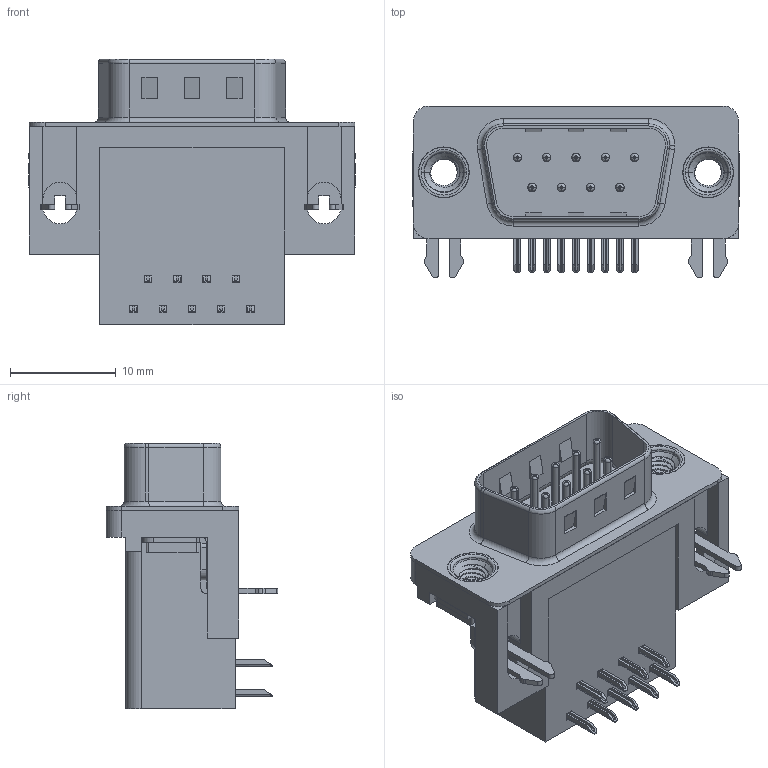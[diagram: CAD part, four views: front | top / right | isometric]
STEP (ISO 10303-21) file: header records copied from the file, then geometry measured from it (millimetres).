
FILE_DESCRIPTION (( 'STEP AP203' ), '1' );
FILE_NAME ('625-009-262-535.STEP', '2018-11-05T20:18:11', ( '' ), ( '' ), 'SwSTEP 2.0', 'SolidWorks 2016', '' );
FILE_SCHEMA (( 'CONFIG_CONTROL_DESIGN' ));
Length unit declared in the file: millimetre
Products named in the file (7): 625 Housing_9 Socket; 625 Shell_9 Socket; 625 Contact Bottom; 625 Contact Top; 625 2 Prong Board Lock; 625 M3 Threaded Rivet; 625-009-262-535
Assembly tree (15 placements, depth 2):
  625-009-262-535
    625 Housing_9 Socket
    625 Shell_9 Socket
    625 Contact Bottom  x4
    625 Contact Top  x5
    625 2 Prong Board Lock  x2
    625 M3 Threaded Rivet  x2
Bounding box: 30.89 x 16.25 x 25.16 mm (x, y, z)
Volume: 4469 mm3; surface area: 4960.5 mm2
Topology: 15 solids, 15 shells, 1033 faces, 2607 edges, 1629 vertices
Faces by surface type: plane 605, cylinder 329, torus 85, cone 8, bspline 6
Entity records: 16670 total; most frequent: CARTESIAN_POINT 3929, DIRECTION 2512, ORIENTED_EDGE 2424, EDGE_CURVE 1212, AXIS2_PLACEMENT_3D 856, LINE 800, VECTOR 800, VERTEX_POINT 772
